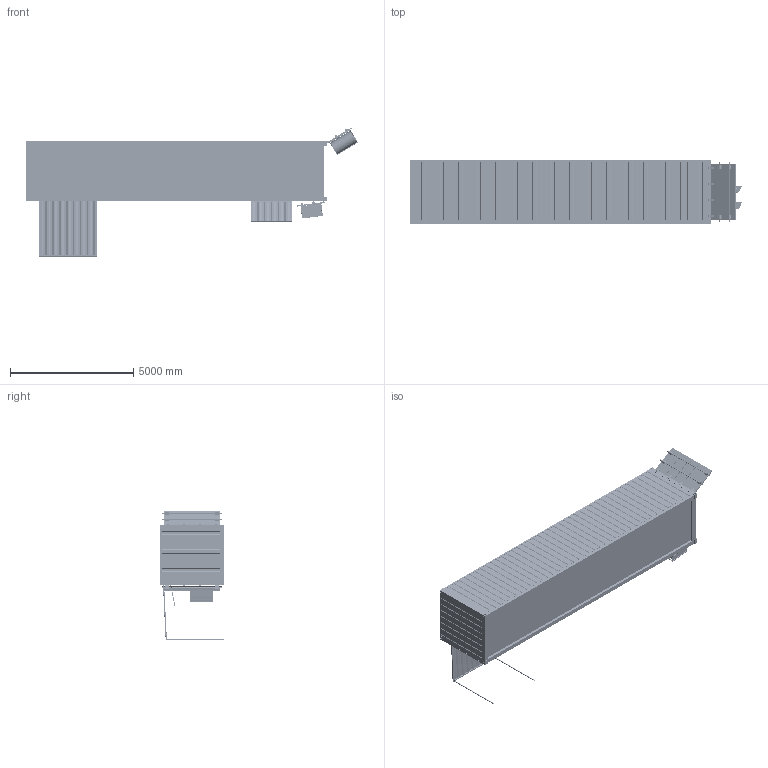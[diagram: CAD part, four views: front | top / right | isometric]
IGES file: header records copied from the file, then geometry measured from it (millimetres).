
Start section: SolidWorks IGES file using analytic representation for surfaces
Global section: file name: Precious Plastic Container.IGS; native system: SolidWorks 2016; preprocessor: SolidWorks 2016; author: Jerry; date: 171013.120642; units: millimetre
Bounding box: 13461.02 x 2591 x 5231.67 mm (x, y, z)
Surface area: 350664735.1 mm2 (no closed solid volume)
Topology: 0 solids, 0 shells, 4765 faces, 59266 edges, 59264 vertices
Faces by surface type: bspline 3524, revolution 1241
